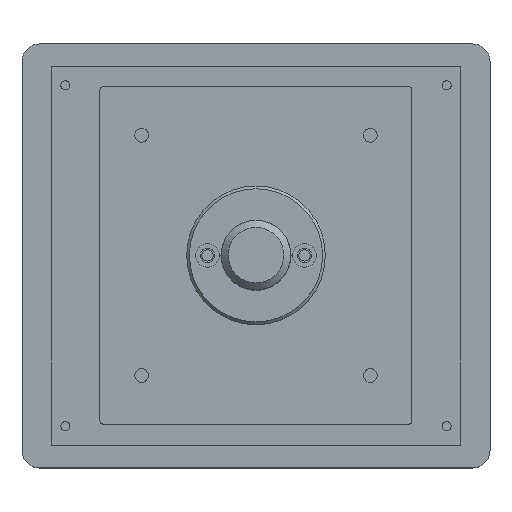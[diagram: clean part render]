
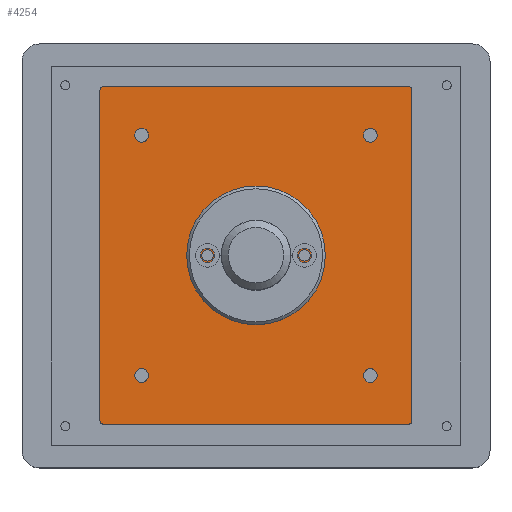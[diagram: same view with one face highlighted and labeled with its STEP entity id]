
A CAD part, top view. The second image highlights one B-rep face of the part: STEP entity #4254.
In plain terms, the highlighted planar face has unit normal (0, 0, 1).
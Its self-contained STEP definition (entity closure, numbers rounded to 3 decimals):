
#516=LINE('',#8084,#674);
#522=LINE('',#8098,#680);
#524=LINE('',#8102,#682);
#530=LINE('',#8116,#688);
#674=VECTOR('',#6912,1000.);
#680=VECTOR('',#6920,1000.);
#682=VECTOR('',#6924,1000.);
#688=VECTOR('',#6932,1000.);
#1484=ORIENTED_EDGE('',*,*,#2013,.T.);
#1485=ORIENTED_EDGE('',*,*,#2014,.F.);
#1486=ORIENTED_EDGE('',*,*,#2015,.F.);
#1487=ORIENTED_EDGE('',*,*,#2016,.F.);
#1488=ORIENTED_EDGE('',*,*,#2017,.F.);
#1489=ORIENTED_EDGE('',*,*,#2018,.F.);
#1490=ORIENTED_EDGE('',*,*,#2019,.F.);
#1491=ORIENTED_EDGE('',*,*,#2011,.T.);
#1492=ORIENTED_EDGE('',*,*,#2020,.T.);
#1493=ORIENTED_EDGE('',*,*,#1997,.T.);
#1494=ORIENTED_EDGE('',*,*,#2021,.T.);
#1495=ORIENTED_EDGE('',*,*,#2003,.T.);
#1496=ORIENTED_EDGE('',*,*,#2022,.T.);
#1497=ORIENTED_EDGE('',*,*,#2005,.T.);
#1498=ORIENTED_EDGE('',*,*,#2023,.T.);
#1997=EDGE_CURVE('',#2390,#2391,#516,.T.);
#2003=EDGE_CURVE('',#2397,#2396,#522,.T.);
#2005=EDGE_CURVE('',#2398,#2399,#524,.T.);
#2011=EDGE_CURVE('',#2405,#2404,#530,.T.);
#2013=EDGE_CURVE('',#2406,#2406,#2706,.T.);
#2014=EDGE_CURVE('',#2407,#2407,#2707,.T.);
#2015=EDGE_CURVE('',#2408,#2408,#2708,.T.);
#2016=EDGE_CURVE('',#2409,#2409,#2709,.T.);
#2017=EDGE_CURVE('',#2410,#2410,#2710,.T.);
#2018=EDGE_CURVE('',#2411,#2411,#2711,.T.);
#2019=EDGE_CURVE('',#2412,#2412,#2712,.T.);
#2020=EDGE_CURVE('',#2404,#2390,#2713,.T.);
#2021=EDGE_CURVE('',#2391,#2397,#2714,.T.);
#2022=EDGE_CURVE('',#2396,#2398,#2715,.T.);
#2023=EDGE_CURVE('',#2399,#2405,#2716,.T.);
#2390=VERTEX_POINT('',#8085);
#2391=VERTEX_POINT('',#8086);
#2396=VERTEX_POINT('',#8097);
#2397=VERTEX_POINT('',#8099);
#2398=VERTEX_POINT('',#8103);
#2399=VERTEX_POINT('',#8104);
#2404=VERTEX_POINT('',#8115);
#2405=VERTEX_POINT('',#8117);
#2406=VERTEX_POINT('',#8121);
#2407=VERTEX_POINT('',#8123);
#2408=VERTEX_POINT('',#8125);
#2409=VERTEX_POINT('',#8127);
#2410=VERTEX_POINT('',#8129);
#2411=VERTEX_POINT('',#8131);
#2412=VERTEX_POINT('',#8133);
#2706=CIRCLE('',#5672,5.5);
#2707=CIRCLE('',#5673,1.621);
#2708=CIRCLE('',#5674,1.621);
#2709=CIRCLE('',#5675,2.);
#2710=CIRCLE('',#5676,2.);
#2711=CIRCLE('',#5677,2.);
#2712=CIRCLE('',#5678,2.);
#2713=CIRCLE('',#5679,1.);
#2714=CIRCLE('',#5680,1.);
#2715=CIRCLE('',#5681,1.);
#2716=CIRCLE('',#5682,1.);
#3259=EDGE_LOOP('',(#1484));
#3260=EDGE_LOOP('',(#1485));
#3261=EDGE_LOOP('',(#1486));
#3262=EDGE_LOOP('',(#1487));
#3263=EDGE_LOOP('',(#1488));
#3264=EDGE_LOOP('',(#1489));
#3265=EDGE_LOOP('',(#1490));
#3266=EDGE_LOOP('',(#1491,#1492,#1493,#1494,#1495,#1496,#1497,#1498));
#3850=FACE_BOUND('',#3259,.T.);
#3851=FACE_BOUND('',#3260,.T.);
#3852=FACE_BOUND('',#3261,.T.);
#3853=FACE_BOUND('',#3262,.T.);
#3854=FACE_BOUND('',#3263,.T.);
#3855=FACE_BOUND('',#3264,.T.);
#3856=FACE_BOUND('',#3265,.T.);
#3857=FACE_BOUND('',#3266,.T.);
#4005=PLANE('',#5671);
#4254=ADVANCED_FACE('',(#3850,#3851,#3852,#3853,#3854,#3855,#3856,#3857),
#4005,.T.);
#5671=AXIS2_PLACEMENT_3D('',#8119,#6934,#6935);
#5672=AXIS2_PLACEMENT_3D('',#8120,#6936,#6937);
#5673=AXIS2_PLACEMENT_3D('',#8122,#6938,#6939);
#5674=AXIS2_PLACEMENT_3D('',#8124,#6940,#6941);
#5675=AXIS2_PLACEMENT_3D('',#8126,#6942,#6943);
#5676=AXIS2_PLACEMENT_3D('',#8128,#6944,#6945);
#5677=AXIS2_PLACEMENT_3D('',#8130,#6946,#6947);
#5678=AXIS2_PLACEMENT_3D('',#8132,#6948,#6949);
#5679=AXIS2_PLACEMENT_3D('',#8134,#6950,#6951);
#5680=AXIS2_PLACEMENT_3D('',#8135,#6952,#6953);
#5681=AXIS2_PLACEMENT_3D('',#8136,#6954,#6955);
#5682=AXIS2_PLACEMENT_3D('',#8137,#6956,#6957);
#6912=DIRECTION('',(0.,-1.,0.));
#6920=DIRECTION('',(1.,0.,0.));
#6924=DIRECTION('',(0.,1.,0.));
#6932=DIRECTION('',(-1.,0.,0.));
#6934=DIRECTION('',(0.,0.,1.));
#6935=DIRECTION('',(1.,0.,0.));
#6936=DIRECTION('',(0.,0.,-1.));
#6937=DIRECTION('',(-1.,0.,0.));
#6938=DIRECTION('',(0.,0.,1.));
#6939=DIRECTION('',(-1.,0.,0.));
#6940=DIRECTION('',(0.,0.,1.));
#6941=DIRECTION('',(-1.,0.,0.));
#6942=DIRECTION('',(0.,0.,1.));
#6943=DIRECTION('',(1.,0.,0.));
#6944=DIRECTION('',(0.,0.,1.));
#6945=DIRECTION('',(1.,0.,0.));
#6946=DIRECTION('',(0.,0.,1.));
#6947=DIRECTION('',(1.,0.,0.));
#6948=DIRECTION('',(0.,0.,1.));
#6949=DIRECTION('',(1.,0.,0.));
#6950=DIRECTION('',(0.,0.,1.));
#6951=DIRECTION('',(1.,0.,0.));
#6952=DIRECTION('',(0.,0.,1.));
#6953=DIRECTION('',(1.,0.,0.));
#6954=DIRECTION('',(0.,0.,1.));
#6955=DIRECTION('',(1.,0.,0.));
#6956=DIRECTION('',(0.,0.,1.));
#6957=DIRECTION('',(1.,0.,0.));
#8084=CARTESIAN_POINT('',(-45.,48.65,16.));
#8085=CARTESIAN_POINT('',(-45.,47.65,16.));
#8086=CARTESIAN_POINT('',(-45.,-47.65,16.));
#8097=CARTESIAN_POINT('',(44.,-48.65,16.));
#8098=CARTESIAN_POINT('',(-45.,-48.65,16.));
#8099=CARTESIAN_POINT('',(-44.,-48.65,16.));
#8102=CARTESIAN_POINT('',(45.,-48.65,16.));
#8103=CARTESIAN_POINT('',(45.,-47.65,16.));
#8104=CARTESIAN_POINT('',(45.,47.65,16.));
#8115=CARTESIAN_POINT('',(-44.,48.65,16.));
#8116=CARTESIAN_POINT('',(45.,48.65,16.));
#8117=CARTESIAN_POINT('',(44.,48.65,16.));
#8119=CARTESIAN_POINT('',(-45.,-48.65,16.));
#8120=CARTESIAN_POINT('',(0.,0.,16.));
#8121=CARTESIAN_POINT('',(-5.5,0.,16.));
#8122=CARTESIAN_POINT('',(14.,0.,16.));
#8123=CARTESIAN_POINT('',(12.379,0.,16.));
#8124=CARTESIAN_POINT('',(-14.,0.,16.));
#8125=CARTESIAN_POINT('',(-15.621,0.,16.));
#8126=CARTESIAN_POINT('',(-33.,-34.65,16.));
#8127=CARTESIAN_POINT('',(-31.,-34.65,16.));
#8128=CARTESIAN_POINT('',(-33.,34.65,16.));
#8129=CARTESIAN_POINT('',(-31.,34.65,16.));
#8130=CARTESIAN_POINT('',(33.,34.65,16.));
#8131=CARTESIAN_POINT('',(35.,34.65,16.));
#8132=CARTESIAN_POINT('',(33.,-34.65,16.));
#8133=CARTESIAN_POINT('',(35.,-34.65,16.));
#8134=CARTESIAN_POINT('',(-44.,47.65,16.));
#8135=CARTESIAN_POINT('',(-44.,-47.65,16.));
#8136=CARTESIAN_POINT('',(44.,-47.65,16.));
#8137=CARTESIAN_POINT('',(44.,47.65,16.));
